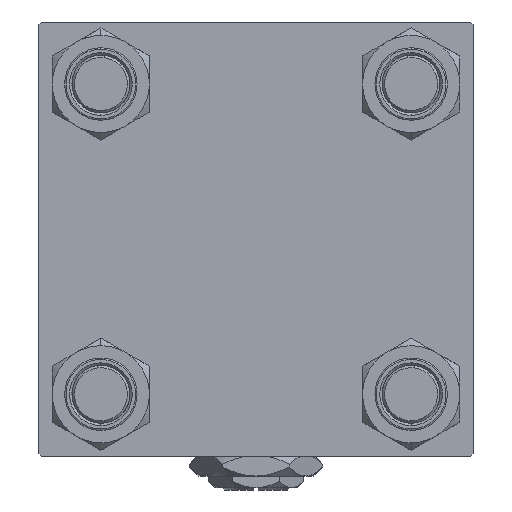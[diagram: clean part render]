
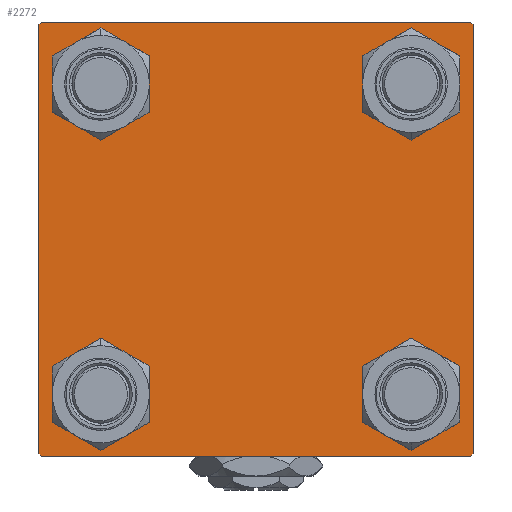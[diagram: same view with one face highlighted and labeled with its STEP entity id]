
A CAD part, left-side view. The second image highlights one B-rep face of the part: STEP entity #2272.
In plain terms, the highlighted planar face has unit normal (-1, 0, 0).
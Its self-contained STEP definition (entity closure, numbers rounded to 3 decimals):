
#81 = CARTESIAN_POINT ( 'NONE',  ( 0., 32.15, 32.15 ) ) ;
#397 = EDGE_CURVE ( 'NONE', #7287, #3797, #28588, .T. ) ;
#626 = FACE_BOUND ( 'NONE', #18500, .T. ) ;
#697 = DIRECTION ( 'NONE',  ( 1., 0., 0. ) ) ;
#1116 = CIRCLE ( 'NONE', #21399, 6.5 ) ;
#1183 = DIRECTION ( 'NONE',  ( 0., 0., 1. ) ) ;
#1387 = DIRECTION ( 'NONE',  ( 0., 0., 1. ) ) ;
#2085 = EDGE_LOOP ( 'NONE', ( #48484, #23501 ) ) ;
#2272 = ADVANCED_FACE ( 'NONE', ( #24465, #8057, #626, #8324, #48893 ), #32678, .T. ) ;
#2612 = LINE ( 'NONE', #39693, #19415 ) ;
#2856 = DIRECTION ( 'NONE',  ( 0., 0., 1. ) ) ;
#3218 = EDGE_CURVE ( 'NONE', #40665, #30978, #9177, .T. ) ;
#3221 = ORIENTED_EDGE ( 'NONE', *, *, #35236, .T. ) ;
#3509 = EDGE_LOOP ( 'NONE', ( #8206, #25132, #26117, #23023, #4678, #18734, #11819, #37885 ) ) ;
#3797 = VERTEX_POINT ( 'NONE', #44282 ) ;
#3862 = EDGE_CURVE ( 'NONE', #28424, #40665, #46127, .T. ) ;
#3942 = AXIS2_PLACEMENT_3D ( 'NONE', #39114, #7300, #39884 ) ;
#4611 = CARTESIAN_POINT ( 'NONE',  ( 0., -32.15, 25.65 ) ) ;
#4678 = ORIENTED_EDGE ( 'NONE', *, *, #32894, .F. ) ;
#4750 = AXIS2_PLACEMENT_3D ( 'NONE', #28179, #40921, #2856 ) ;
#5748 = EDGE_CURVE ( 'NONE', #10664, #11186, #24247, .T. ) ;
#7287 = VERTEX_POINT ( 'NONE', #8051 ) ;
#7300 = DIRECTION ( 'NONE',  ( 1., 0., 0. ) ) ;
#7370 = DIRECTION ( 'NONE',  ( 0., 0., -1. ) ) ;
#7681 = CIRCLE ( 'NONE', #48325, 6.5 ) ;
#7796 = VERTEX_POINT ( 'NONE', #13865 ) ;
#8051 = CARTESIAN_POINT ( 'NONE',  ( 0., 45., 44.5 ) ) ;
#8057 = FACE_BOUND ( 'NONE', #35307, .T. ) ;
#8206 = ORIENTED_EDGE ( 'NONE', *, *, #397, .T. ) ;
#8274 = LINE ( 'NONE', #24416, #34231 ) ;
#8324 = FACE_BOUND ( 'NONE', #11111, .T. ) ;
#8357 = CARTESIAN_POINT ( 'NONE',  ( 0., -45., -44.5 ) ) ;
#8391 = CARTESIAN_POINT ( 'NONE',  ( 0., 32.15, 32.15 ) ) ;
#8645 = DIRECTION ( 'NONE',  ( 1., 0., 0. ) ) ;
#8827 = CARTESIAN_POINT ( 'NONE',  ( 0., 44.5, 45. ) ) ;
#9177 = LINE ( 'NONE', #49758, #23390 ) ;
#9654 = DIRECTION ( 'NONE',  ( 1., 0., 0. ) ) ;
#9854 = AXIS2_PLACEMENT_3D ( 'NONE', #28511, #8645, #44718 ) ;
#10664 = VERTEX_POINT ( 'NONE', #8827 ) ;
#11111 = EDGE_LOOP ( 'NONE', ( #43663, #35617 ) ) ;
#11186 = VERTEX_POINT ( 'NONE', #33874 ) ;
#11355 = DIRECTION ( 'NONE',  ( 0., 0.707, 0.707 ) ) ;
#11819 = ORIENTED_EDGE ( 'NONE', *, *, #5748, .F. ) ;
#12605 = DIRECTION ( 'NONE',  ( 0., 0., 1. ) ) ;
#13149 = CARTESIAN_POINT ( 'NONE',  ( 0., 32.15, -25.65 ) ) ;
#13865 = CARTESIAN_POINT ( 'NONE',  ( 0., 32.15, 25.65 ) ) ;
#15147 = VECTOR ( 'NONE', #25955, 1000. ) ;
#15647 = EDGE_CURVE ( 'NONE', #20283, #26967, #16386, .T. ) ;
#16217 = DIRECTION ( 'NONE',  ( 1., 0., 0. ) ) ;
#16386 = CIRCLE ( 'NONE', #29105, 6.5 ) ;
#17004 = CARTESIAN_POINT ( 'NONE',  ( 0., 44.5, -45. ) ) ;
#17462 = EDGE_CURVE ( 'NONE', #10664, #7287, #8274, .T. ) ;
#18500 = EDGE_LOOP ( 'NONE', ( #3221, #48114 ) ) ;
#18734 = ORIENTED_EDGE ( 'NONE', *, *, #28124, .T. ) ;
#19415 = VECTOR ( 'NONE', #7370, 1000. ) ;
#20283 = VERTEX_POINT ( 'NONE', #44321 ) ;
#20918 = CIRCLE ( 'NONE', #50601, 6.5 ) ;
#20953 = DIRECTION ( 'NONE',  ( 1., 0., 0. ) ) ;
#21258 = DIRECTION ( 'NONE',  ( 1., 0., 0. ) ) ;
#21399 = AXIS2_PLACEMENT_3D ( 'NONE', #37970, #21258, #1387 ) ;
#21484 = DIRECTION ( 'NONE',  ( 0., 0., 1. ) ) ;
#22833 = EDGE_CURVE ( 'NONE', #29957, #7796, #41184, .T. ) ;
#23023 = ORIENTED_EDGE ( 'NONE', *, *, #3218, .T. ) ;
#23390 = VECTOR ( 'NONE', #25596, 1000. ) ;
#23501 = ORIENTED_EDGE ( 'NONE', *, *, #52298, .T. ) ;
#24247 = LINE ( 'NONE', #40176, #34416 ) ;
#24275 = VERTEX_POINT ( 'NONE', #38185 ) ;
#24416 = CARTESIAN_POINT ( 'NONE',  ( 0., 44.75, 44.75 ) ) ;
#24465 = FACE_BOUND ( 'NONE', #2085, .T. ) ;
#25132 = ORIENTED_EDGE ( 'NONE', *, *, #31449, .T. ) ;
#25596 = DIRECTION ( 'NONE',  ( 0., -0.707, 0.707 ) ) ;
#25626 = EDGE_CURVE ( 'NONE', #44564, #43537, #33519, .T. ) ;
#25955 = DIRECTION ( 'NONE',  ( 0., -0.707, -0.707 ) ) ;
#26092 = CARTESIAN_POINT ( 'NONE',  ( 0., 32.15, -32.15 ) ) ;
#26117 = ORIENTED_EDGE ( 'NONE', *, *, #3862, .T. ) ;
#26220 = CIRCLE ( 'NONE', #38945, 6.5 ) ;
#26230 = ORIENTED_EDGE ( 'NONE', *, *, #26737, .T. ) ;
#26737 = EDGE_CURVE ( 'NONE', #43537, #44564, #41227, .T. ) ;
#26967 = VERTEX_POINT ( 'NONE', #4611 ) ;
#27450 = DIRECTION ( 'NONE',  ( 1., 0., 0. ) ) ;
#27655 = VECTOR ( 'NONE', #49048, 1000. ) ;
#28124 = EDGE_CURVE ( 'NONE', #37991, #11186, #47708, .T. ) ;
#28179 = CARTESIAN_POINT ( 'NONE',  ( 0., 0., 0. ) ) ;
#28424 = VERTEX_POINT ( 'NONE', #17004 ) ;
#28511 = CARTESIAN_POINT ( 'NONE',  ( 0., -32.15, -32.15 ) ) ;
#28588 = LINE ( 'NONE', #40796, #52154 ) ;
#29105 = AXIS2_PLACEMENT_3D ( 'NONE', #47380, #27450, #35420 ) ;
#29957 = VERTEX_POINT ( 'NONE', #37947 ) ;
#30636 = DIRECTION ( 'NONE',  ( 0., 0.707, -0.707 ) ) ;
#30746 = CARTESIAN_POINT ( 'NONE',  ( 0., -32.15, -38.65 ) ) ;
#30978 = VERTEX_POINT ( 'NONE', #8357 ) ;
#31449 = EDGE_CURVE ( 'NONE', #3797, #28424, #50387, .T. ) ;
#32392 = DIRECTION ( 'NONE',  ( 0., 0., 1. ) ) ;
#32678 = PLANE ( 'NONE',  #4750 ) ;
#32894 = EDGE_CURVE ( 'NONE', #37991, #30978, #2612, .T. ) ;
#32981 = CARTESIAN_POINT ( 'NONE',  ( 0., -44.5, -45. ) ) ;
#33519 = CIRCLE ( 'NONE', #9854, 6.5 ) ;
#33670 = CARTESIAN_POINT ( 'NONE',  ( 0., 32.15, -32.15 ) ) ;
#33874 = CARTESIAN_POINT ( 'NONE',  ( 0., -44.5, 45. ) ) ;
#34231 = VECTOR ( 'NONE', #30636, 1000. ) ;
#34416 = VECTOR ( 'NONE', #36725, 1000. ) ;
#35236 = EDGE_CURVE ( 'NONE', #47660, #24275, #20918, .T. ) ;
#35307 = EDGE_LOOP ( 'NONE', ( #26230, #42567 ) ) ;
#35420 = DIRECTION ( 'NONE',  ( 0., 0., 1. ) ) ;
#35537 = CARTESIAN_POINT ( 'NONE',  ( 0., -45., 44.5 ) ) ;
#35617 = ORIENTED_EDGE ( 'NONE', *, *, #44266, .T. ) ;
#35748 = CARTESIAN_POINT ( 'NONE',  ( 0., -44.75, 44.75 ) ) ;
#36725 = DIRECTION ( 'NONE',  ( 0., -1., 0. ) ) ;
#37885 = ORIENTED_EDGE ( 'NONE', *, *, #17462, .T. ) ;
#37947 = CARTESIAN_POINT ( 'NONE',  ( 0., 32.15, 38.65 ) ) ;
#37970 = CARTESIAN_POINT ( 'NONE',  ( 0., -32.15, 32.15 ) ) ;
#37991 = VERTEX_POINT ( 'NONE', #35537 ) ;
#38185 = CARTESIAN_POINT ( 'NONE',  ( 0., 32.15, -38.65 ) ) ;
#38743 = VECTOR ( 'NONE', #11355, 1000. ) ;
#38945 = AXIS2_PLACEMENT_3D ( 'NONE', #81, #16217, #32392 ) ;
#39013 = CARTESIAN_POINT ( 'NONE',  ( 0., -32.15, -25.65 ) ) ;
#39114 = CARTESIAN_POINT ( 'NONE',  ( 0., -32.15, -32.15 ) ) ;
#39693 = CARTESIAN_POINT ( 'NONE',  ( 0., -45., 45. ) ) ;
#39884 = DIRECTION ( 'NONE',  ( 0., 0., 1. ) ) ;
#40176 = CARTESIAN_POINT ( 'NONE',  ( 0., 45., 45. ) ) ;
#40665 = VERTEX_POINT ( 'NONE', #32981 ) ;
#40796 = CARTESIAN_POINT ( 'NONE',  ( 0., 45., 45. ) ) ;
#40921 = DIRECTION ( 'NONE',  ( -1., 0., 0. ) ) ;
#41184 = CIRCLE ( 'NONE', #48808, 6.5 ) ;
#41227 = CIRCLE ( 'NONE', #3942, 6.5 ) ;
#42567 = ORIENTED_EDGE ( 'NONE', *, *, #25626, .T. ) ;
#43537 = VERTEX_POINT ( 'NONE', #39013 ) ;
#43663 = ORIENTED_EDGE ( 'NONE', *, *, #22833, .T. ) ;
#44266 = EDGE_CURVE ( 'NONE', #7796, #29957, #26220, .T. ) ;
#44282 = CARTESIAN_POINT ( 'NONE',  ( 0., 45., -44.5 ) ) ;
#44321 = CARTESIAN_POINT ( 'NONE',  ( 0., -32.15, 38.65 ) ) ;
#44564 = VERTEX_POINT ( 'NONE', #30746 ) ;
#44718 = DIRECTION ( 'NONE',  ( 0., 0., 1. ) ) ;
#46127 = LINE ( 'NONE', #49566, #27655 ) ;
#47121 = EDGE_CURVE ( 'NONE', #24275, #47660, #7681, .T. ) ;
#47380 = CARTESIAN_POINT ( 'NONE',  ( 0., -32.15, 32.15 ) ) ;
#47660 = VERTEX_POINT ( 'NONE', #13149 ) ;
#47708 = LINE ( 'NONE', #35748, #38743 ) ;
#48114 = ORIENTED_EDGE ( 'NONE', *, *, #47121, .T. ) ;
#48325 = AXIS2_PLACEMENT_3D ( 'NONE', #33670, #20953, #21484 ) ;
#48484 = ORIENTED_EDGE ( 'NONE', *, *, #15647, .T. ) ;
#48808 = AXIS2_PLACEMENT_3D ( 'NONE', #8391, #697, #12605 ) ;
#48893 = FACE_OUTER_BOUND ( 'NONE', #3509, .T. ) ;
#49033 = DIRECTION ( 'NONE',  ( 0., 0., -1. ) ) ;
#49048 = DIRECTION ( 'NONE',  ( 0., -1., 0. ) ) ;
#49566 = CARTESIAN_POINT ( 'NONE',  ( 0., 45., -45. ) ) ;
#49758 = CARTESIAN_POINT ( 'NONE',  ( 0., -44.75, -44.75 ) ) ;
#50118 = CARTESIAN_POINT ( 'NONE',  ( 0., 44.75, -44.75 ) ) ;
#50387 = LINE ( 'NONE', #50118, #15147 ) ;
#50601 = AXIS2_PLACEMENT_3D ( 'NONE', #26092, #9654, #1183 ) ;
#52154 = VECTOR ( 'NONE', #49033, 1000. ) ;
#52298 = EDGE_CURVE ( 'NONE', #26967, #20283, #1116, .T. ) ;
